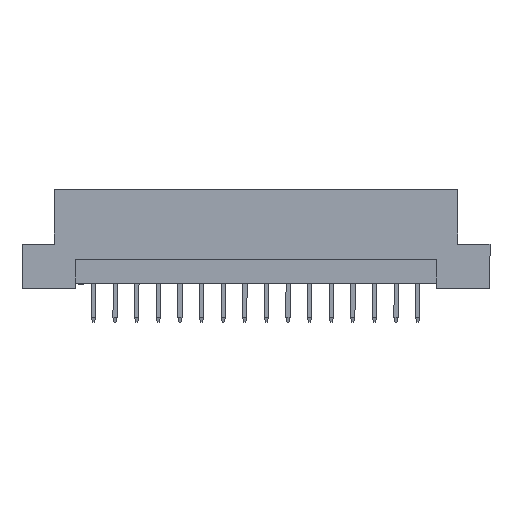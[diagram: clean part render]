
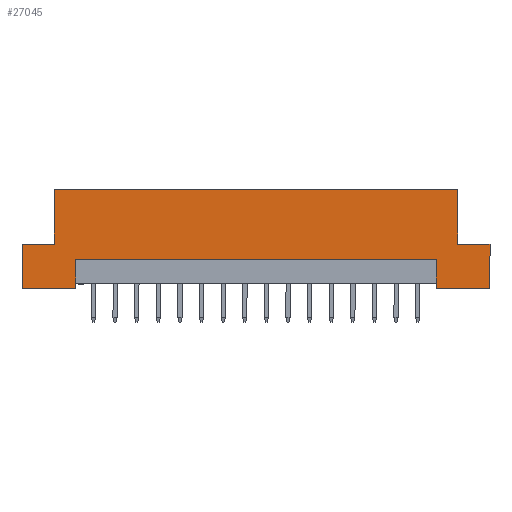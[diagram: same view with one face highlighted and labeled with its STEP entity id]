
A CAD part, front view. The second image highlights one B-rep face of the part: STEP entity #27045.
In plain terms, the highlighted planar face has unit normal (0, -1, 0).
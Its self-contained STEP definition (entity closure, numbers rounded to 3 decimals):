
#1 = VECTOR ( 'NONE', #7706, 1000. ) ;
#15 = VECTOR ( 'NONE', #7423, 1000. ) ;
#19 = VECTOR ( 'NONE', #8036, 1000. ) ;
#21 = VECTOR ( 'NONE', #7611, 1000. ) ;
#25 = VECTOR ( 'NONE', #7470, 1000. ) ;
#46 = VECTOR ( 'NONE', #8499, 1000. ) ;
#48 = VECTOR ( 'NONE', #7830, 1000. ) ;
#80 = VECTOR ( 'NONE', #7299, 1000. ) ;
#86 = VECTOR ( 'NONE', #7293, 1000. ) ;
#87 = VECTOR ( 'NONE', #8489, 1000. ) ;
#95 = VECTOR ( 'NONE', #8341, 1000. ) ;
#97 = VECTOR ( 'NONE', #8009, 1000. ) ;
#1610 = EDGE_CURVE ( 'NONE', #20677, #20437, #8096, .T. ) ;
#1611 = EDGE_CURVE ( 'NONE', #20437, #21431, #7227, .T. ) ;
#1666 = EDGE_CURVE ( 'NONE', #21215, #21363, #7429, .T. ) ;
#1671 = EDGE_CURVE ( 'NONE', #21340, #20567, #8350, .T. ) ;
#1672 = EDGE_CURVE ( 'NONE', #20434, #21340, #8225, .T. ) ;
#1674 = EDGE_CURVE ( 'NONE', #20849, #20434, #8527, .T. ) ;
#1676 = EDGE_CURVE ( 'NONE', #21363, #20849, #7771, .T. ) ;
#1702 = EDGE_CURVE ( 'NONE', #20149, #20813, #7871, .T. ) ;
#1704 = EDGE_CURVE ( 'NONE', #20813, #20428, #8263, .T. ) ;
#1706 = EDGE_CURVE ( 'NONE', #20428, #20677, #8049, .T. ) ;
#1709 = EDGE_CURVE ( 'NONE', #20567, #20149, #7803, .T. ) ;
#1711 = EDGE_CURVE ( 'NONE', #21431, #21215, #7229, .T. ) ;
#7227 = LINE ( 'NONE', #8504, #46 ) ;
#7229 = LINE ( 'NONE', #7422, #1 ) ;
#7248 = CARTESIAN_POINT ( 'NONE',  ( -47.729, -1.317, 6.4 ) ) ;
#7292 = CARTESIAN_POINT ( 'NONE',  ( -98.929, -1.317, 6.4 ) ) ;
#7293 = DIRECTION ( 'NONE',  ( 0., 0., -1. ) ) ;
#7299 = DIRECTION ( 'NONE',  ( 0., 0., 1. ) ) ;
#7359 = CARTESIAN_POINT ( 'NONE',  ( -91.404, -1.317, 0. ) ) ;
#7384 = CARTESIAN_POINT ( 'NONE',  ( -95.129, -1.317, 6.4 ) ) ;
#7422 = CARTESIAN_POINT ( 'NONE',  ( -93.849, -1.317, -5.2 ) ) ;
#7423 = DIRECTION ( 'NONE',  ( 1., 0., 0. ) ) ;
#7429 = LINE ( 'NONE', #7628, #80 ) ;
#7468 = CARTESIAN_POINT ( 'NONE',  ( -93.849, -1.317, -1.8 ) ) ;
#7470 = DIRECTION ( 'NONE',  ( 1., 0., 0. ) ) ;
#7611 = DIRECTION ( 'NONE',  ( 0., 0., -1. ) ) ;
#7628 = CARTESIAN_POINT ( 'NONE',  ( -50.229, -1.317, 6.4 ) ) ;
#7706 = DIRECTION ( 'NONE',  ( -1., 0., 0. ) ) ;
#7771 = LINE ( 'NONE', #7468, #19 ) ;
#7803 = LINE ( 'NONE', #7359, #97 ) ;
#7830 = DIRECTION ( 'NONE',  ( 0., 0., 1. ) ) ;
#7871 = LINE ( 'NONE', #7384, #87 ) ;
#8009 = DIRECTION ( 'NONE',  ( 1., 0., 0. ) ) ;
#8035 = ORIENTED_EDGE ( 'NONE', *, *, #1704, .F. ) ;
#8036 = DIRECTION ( 'NONE',  ( -1., 0., 0. ) ) ;
#8037 = ORIENTED_EDGE ( 'NONE', *, *, #1702, .F. ) ;
#8049 = LINE ( 'NONE', #7248, #21 ) ;
#8096 = LINE ( 'NONE', #8516, #25 ) ;
#8216 = CARTESIAN_POINT ( 'NONE',  ( -93.849, -1.317, -5.2 ) ) ;
#8225 = LINE ( 'NONE', #8216, #95 ) ;
#8263 = LINE ( 'NONE', #8508, #15 ) ;
#8279 = ORIENTED_EDGE ( 'NONE', *, *, #1666, .F. ) ;
#8311 = ORIENTED_EDGE ( 'NONE', *, *, #1674, .F. ) ;
#8341 = DIRECTION ( 'NONE',  ( -1., 0., 0. ) ) ;
#8350 = LINE ( 'NONE', #7292, #48 ) ;
#8417 = ORIENTED_EDGE ( 'NONE', *, *, #1711, .F. ) ;
#8426 = ORIENTED_EDGE ( 'NONE', *, *, #1671, .F. ) ;
#8471 = CARTESIAN_POINT ( 'NONE',  ( -92.629, -1.317, 6.4 ) ) ;
#8489 = DIRECTION ( 'NONE',  ( 0., 0., 1. ) ) ;
#8499 = DIRECTION ( 'NONE',  ( 0., 0., -1. ) ) ;
#8504 = CARTESIAN_POINT ( 'NONE',  ( -43.929, -1.317, 6.4 ) ) ;
#8508 = CARTESIAN_POINT ( 'NONE',  ( -93.849, -1.317, 6.4 ) ) ;
#8516 = CARTESIAN_POINT ( 'NONE',  ( -91.404, -1.317, 0. ) ) ;
#8527 = LINE ( 'NONE', #8471, #86 ) ;
#8559 = ORIENTED_EDGE ( 'NONE', *, *, #1706, .F. ) ;
#8567 = ORIENTED_EDGE ( 'NONE', *, *, #1610, .F. ) ;
#8603 = ORIENTED_EDGE ( 'NONE', *, *, #1709, .F. ) ;
#8665 = ORIENTED_EDGE ( 'NONE', *, *, #1611, .F. ) ;
#8667 = ORIENTED_EDGE ( 'NONE', *, *, #1676, .F. ) ;
#8839 = ORIENTED_EDGE ( 'NONE', *, *, #1672, .F. ) ;
#10553 = EDGE_LOOP ( 'NONE', ( #8839, #8311, #8667, #8279, #8417, #8665, #8567, #8559, #8035, #8037, #8603, #8426 ) ) ;
#13015 = AXIS2_PLACEMENT_3D ( 'NONE', #25589, #25590, #25591 ) ;
#15748 = CARTESIAN_POINT ( 'NONE',  ( -50.229, -1.317, -1.8 ) ) ;
#15774 = CARTESIAN_POINT ( 'NONE',  ( -98.929, -1.317, -5.2 ) ) ;
#15912 = CARTESIAN_POINT ( 'NONE',  ( -50.229, -1.317, -5.2 ) ) ;
#16333 = CARTESIAN_POINT ( 'NONE',  ( -92.629, -1.317, -1.8 ) ) ;
#16378 = CARTESIAN_POINT ( 'NONE',  ( -95.129, -1.317, 6.4 ) ) ;
#16540 = CARTESIAN_POINT ( 'NONE',  ( -47.729, -1.317, 0. ) ) ;
#16685 = CARTESIAN_POINT ( 'NONE',  ( -98.929, -1.317, 0. ) ) ;
#16896 = CARTESIAN_POINT ( 'NONE',  ( -43.929, -1.317, 0. ) ) ;
#16902 = CARTESIAN_POINT ( 'NONE',  ( -92.629, -1.317, -5.2 ) ) ;
#16912 = CARTESIAN_POINT ( 'NONE',  ( -47.729, -1.317, 6.4 ) ) ;
#17035 = CARTESIAN_POINT ( 'NONE',  ( -43.929, -1.317, -5.2 ) ) ;
#18301 = CARTESIAN_POINT ( 'NONE',  ( -95.129, -1.317, 0. ) ) ;
#20149 = VERTEX_POINT ( 'NONE', #18301 ) ;
#20428 = VERTEX_POINT ( 'NONE', #16912 ) ;
#20434 = VERTEX_POINT ( 'NONE', #16902 ) ;
#20437 = VERTEX_POINT ( 'NONE', #16896 ) ;
#20567 = VERTEX_POINT ( 'NONE', #16685 ) ;
#20677 = VERTEX_POINT ( 'NONE', #16540 ) ;
#20813 = VERTEX_POINT ( 'NONE', #16378 ) ;
#20849 = VERTEX_POINT ( 'NONE', #16333 ) ;
#21215 = VERTEX_POINT ( 'NONE', #15912 ) ;
#21340 = VERTEX_POINT ( 'NONE', #15774 ) ;
#21363 = VERTEX_POINT ( 'NONE', #15748 ) ;
#21431 = VERTEX_POINT ( 'NONE', #17035 ) ;
#25564 = PLANE ( 'NONE',  #13015 ) ;
#25579 = FACE_OUTER_BOUND ( 'NONE', #10553, .T. ) ;
#25589 = CARTESIAN_POINT ( 'NONE',  ( -93.849, -1.317, 6.4 ) ) ;
#25590 = DIRECTION ( 'NONE',  ( 0., 1., 0. ) ) ;
#25591 = DIRECTION ( 'NONE',  ( 0., 0., 1. ) ) ;
#27045 = ADVANCED_FACE ( 'NONE', ( #25579 ), #25564, .F. ) ;
